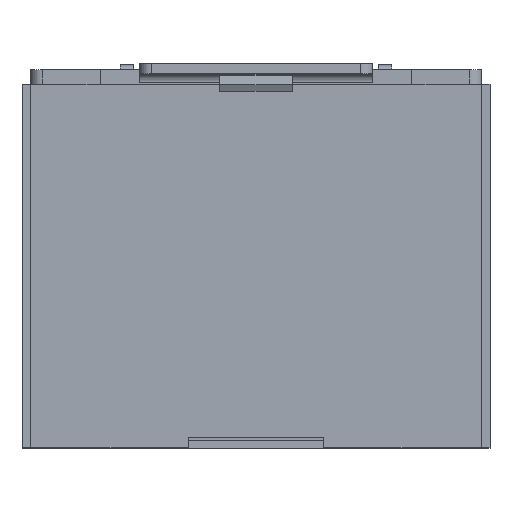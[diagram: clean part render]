
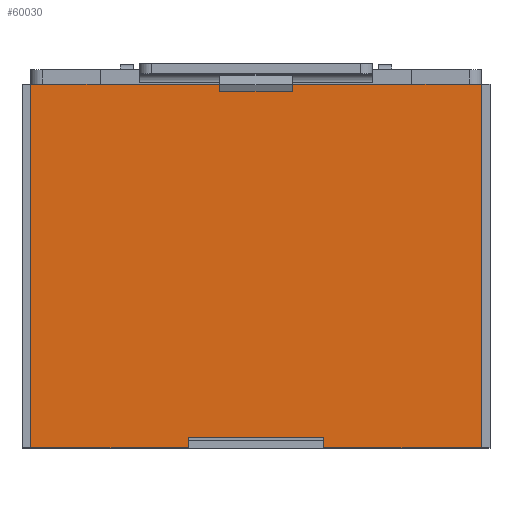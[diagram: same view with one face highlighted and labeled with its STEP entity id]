
A CAD part, top view. The second image highlights one B-rep face of the part: STEP entity #60030.
In plain terms, the highlighted face is planar.
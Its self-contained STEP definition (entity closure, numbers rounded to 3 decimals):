
#200=CARTESIAN_POINT('',(0.,14.25,0.28));
#210=VERTEX_POINT('',#200);
#240=CARTESIAN_POINT('',(4.725,14.25,0.28));
#250=DIRECTION('',(1.,0.,0.));
#260=VECTOR('',#250,1.);
#270=LINE('',#240,#260);
#280=CARTESIAN_POINT('',(5.42,14.25,0.28));
#290=VERTEX_POINT('',#280);
#300=EDGE_CURVE('',#210,#290,#270,.T.);
#2360=CARTESIAN_POINT('',(10.08,14.25,0.28));
#2370=VERTEX_POINT('',#2360);
#2400=CARTESIAN_POINT('',(15.5,14.25,0.28));
#2410=VERTEX_POINT('',#2400);
#2420=EDGE_CURVE('',#2370,#2410,#270,.T.);
#12190=CARTESIAN_POINT('',(15.5,14.25,-12.22));
#12200=VERTEX_POINT('',#12190);
#12230=CARTESIAN_POINT('',(4.725,14.25,-12.22));
#12240=DIRECTION('',(1.,0.,0.));
#12250=VECTOR('',#12240,1.);
#12260=LINE('',#12230,#12250);
#12270=CARTESIAN_POINT('',(9.,14.25,-12.22));
#12280=VERTEX_POINT('',#12270);
#12290=EDGE_CURVE('',#12280,#12200,#12260,.T.);
#15870=CARTESIAN_POINT('',(6.5,14.25,-12.22));
#15880=VERTEX_POINT('',#15870);
#15910=CARTESIAN_POINT('',(0.,14.25,-12.22));
#15920=VERTEX_POINT('',#15910);
#15930=EDGE_CURVE('',#15920,#15880,#12260,.T.);
#59230=CARTESIAN_POINT('',(15.5,14.25,0.28));
#59240=DIRECTION('',(0.,0.,-1.));
#59250=VECTOR('',#59240,1.);
#59260=LINE('',#59230,#59250);
#59270=EDGE_CURVE('',#2410,#12200,#59260,.T.);
#59410=CARTESIAN_POINT('',(0.,14.25,0.28));
#59420=DIRECTION('',(-0.,-1.,-0.));
#59430=DIRECTION('',(-1.,0.,0.));
#59440=AXIS2_PLACEMENT_3D('',#59410,#59420,#59430);
#59450=PLANE('',#59440);
#59460=ORIENTED_EDGE('',*,*,#2420,.T.);
#59470=CARTESIAN_POINT('',(10.08,14.25,0.28));
#59480=DIRECTION('',(0.,0.,-1.));
#59490=VECTOR('',#59480,1.);
#59500=LINE('',#59470,#59490);
#59510=CARTESIAN_POINT('',(10.08,14.25,-0.07));
#59520=VERTEX_POINT('',#59510);
#59530=EDGE_CURVE('',#2370,#59520,#59500,.T.);
#59540=ORIENTED_EDGE('',*,*,#59530,.F.);
#59550=CARTESIAN_POINT('',(7.75,14.25,-0.07));
#59560=DIRECTION('',(-1.,0.,0.));
#59570=VECTOR('',#59560,1.);
#59580=LINE('',#59550,#59570);
#59590=CARTESIAN_POINT('',(5.42,14.25,-0.07));
#59600=VERTEX_POINT('',#59590);
#59610=EDGE_CURVE('',#59520,#59600,#59580,.T.);
#59620=ORIENTED_EDGE('',*,*,#59610,.F.);
#59630=CARTESIAN_POINT('',(5.42,14.25,0.28));
#59640=DIRECTION('',(0.,0.,1.));
#59650=VECTOR('',#59640,1.);
#59660=LINE('',#59630,#59650);
#59670=EDGE_CURVE('',#59600,#290,#59660,.T.);
#59680=ORIENTED_EDGE('',*,*,#59670,.F.);
#59690=ORIENTED_EDGE('',*,*,#300,.T.);
#59700=CARTESIAN_POINT('',(0.,14.25,0.28));
#59710=DIRECTION('',(0.,0.,-1.));
#59720=VECTOR('',#59710,1.);
#59730=LINE('',#59700,#59720);
#59740=EDGE_CURVE('',#210,#15920,#59730,.T.);
#59750=ORIENTED_EDGE('',*,*,#59740,.F.);
#59760=ORIENTED_EDGE('',*,*,#15930,.F.);
#59770=CARTESIAN_POINT('',(6.5,14.25,0.));
#59780=DIRECTION('',(0.,0.,-1.));
#59790=VECTOR('',#59780,1.);
#59800=LINE('',#59770,#59790);
#59810=CARTESIAN_POINT('',(6.5,14.25,-12.279));
#59820=VERTEX_POINT('',#59810);
#59830=EDGE_CURVE('',#15880,#59820,#59800,.T.);
#59840=ORIENTED_EDGE('',*,*,#59830,.F.);
#59850=CARTESIAN_POINT('',(7.75,14.25,-12.279));
#59860=DIRECTION('',(1.,0.,0.));
#59870=VECTOR('',#59860,1.);
#59880=LINE('',#59850,#59870);
#59890=CARTESIAN_POINT('',(9.,14.25,-12.279));
#59900=VERTEX_POINT('',#59890);
#59910=EDGE_CURVE('',#59820,#59900,#59880,.T.);
#59920=ORIENTED_EDGE('',*,*,#59910,.F.);
#59930=CARTESIAN_POINT('',(9.,14.25,0.));
#59940=DIRECTION('',(0.,0.,-1.));
#59950=VECTOR('',#59940,1.);
#59960=LINE('',#59930,#59950);
#59970=EDGE_CURVE('',#12280,#59900,#59960,.T.);
#59980=ORIENTED_EDGE('',*,*,#59970,.T.);
#59990=ORIENTED_EDGE('',*,*,#12290,.F.);
#60000=ORIENTED_EDGE('',*,*,#59270,.T.);
#60010=EDGE_LOOP('',(#60000,#59990,#59980,#59920,#59840,#59760,#59750,
#59690,#59680,#59620,#59540,#59460));
#60020=FACE_OUTER_BOUND('',#60010,.T.);
#60030=ADVANCED_FACE('',(#60020),#59450,.F.);
